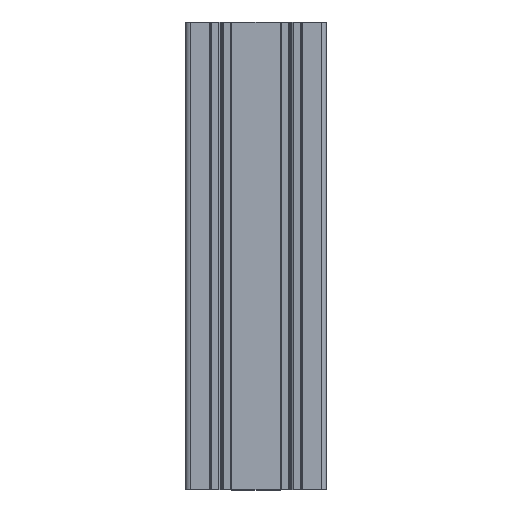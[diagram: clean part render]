
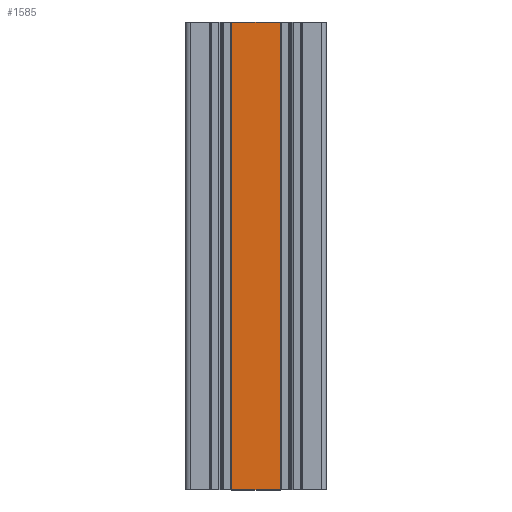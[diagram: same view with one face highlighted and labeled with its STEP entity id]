
A CAD part, top view. The second image highlights one B-rep face of the part: STEP entity #1585.
In plain terms, the highlighted planar face has unit normal (0, 0, 1).
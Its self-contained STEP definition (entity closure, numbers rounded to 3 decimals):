
#241 = CARTESIAN_POINT ( 'NONE',  ( -10.3, 0., 15. ) ) ;
#263 = DIRECTION ( 'NONE',  ( 0., -1., 0. ) ) ;
#380 = CARTESIAN_POINT ( 'NONE',  ( 10.3, 0., 15. ) ) ;
#433 = CARTESIAN_POINT ( 'NONE',  ( -10.3, 200., 15. ) ) ;
#1105 = CARTESIAN_POINT ( 'NONE',  ( -10.3, 200., 15. ) ) ;
#1241 = VERTEX_POINT ( 'NONE', #380 ) ;
#1585 = ADVANCED_FACE ( 'NONE', ( #5642 ), #9481, .T. ) ;
#1842 = LINE ( 'NONE', #433, #8387 ) ;
#1849 = DIRECTION ( 'NONE',  ( 1., 0., 0. ) ) ;
#2191 = LINE ( 'NONE', #5374, #2546 ) ;
#2274 = DIRECTION ( 'NONE',  ( 1., 0., 0. ) ) ;
#2332 = LINE ( 'NONE', #2801, #8138 ) ;
#2546 = VECTOR ( 'NONE', #2274, 1000. ) ;
#2801 = CARTESIAN_POINT ( 'NONE',  ( 10.3, 0., 15. ) ) ;
#3111 = EDGE_CURVE ( 'NONE', #9221, #6989, #9763, .T. ) ;
#3868 = CARTESIAN_POINT ( 'NONE',  ( -10.3, 0., 15. ) ) ;
#4274 = EDGE_CURVE ( 'NONE', #1241, #6363, #2332, .T. ) ;
#4290 = EDGE_CURVE ( 'NONE', #6363, #9221, #1842, .T. ) ;
#4541 = CARTESIAN_POINT ( 'NONE',  ( 10.3, 200., 15. ) ) ;
#4813 = CARTESIAN_POINT ( 'NONE',  ( -10.3, 0., 15. ) ) ;
#5163 = DIRECTION ( 'NONE',  ( -1., 0., 0. ) ) ;
#5374 = CARTESIAN_POINT ( 'NONE',  ( -10.3, 0., 15. ) ) ;
#5642 = FACE_OUTER_BOUND ( 'NONE', #6485, .T. ) ;
#5835 = ORIENTED_EDGE ( 'NONE', *, *, #3111, .T. ) ;
#6363 = VERTEX_POINT ( 'NONE', #4541 ) ;
#6435 = DIRECTION ( 'NONE',  ( 0., 0., 1. ) ) ;
#6485 = EDGE_LOOP ( 'NONE', ( #8674, #6808, #8873, #5835 ) ) ;
#6808 = ORIENTED_EDGE ( 'NONE', *, *, #4274, .T. ) ;
#6989 = VERTEX_POINT ( 'NONE', #3868 ) ;
#7922 = AXIS2_PLACEMENT_3D ( 'NONE', #4813, #6435, #1849 ) ;
#8138 = VECTOR ( 'NONE', #9757, 1000. ) ;
#8387 = VECTOR ( 'NONE', #5163, 1000. ) ;
#8674 = ORIENTED_EDGE ( 'NONE', *, *, #8729, .T. ) ;
#8729 = EDGE_CURVE ( 'NONE', #6989, #1241, #2191, .T. ) ;
#8873 = ORIENTED_EDGE ( 'NONE', *, *, #4290, .T. ) ;
#9221 = VERTEX_POINT ( 'NONE', #1105 ) ;
#9281 = VECTOR ( 'NONE', #263, 1000. ) ;
#9481 = PLANE ( 'NONE',  #7922 ) ;
#9757 = DIRECTION ( 'NONE',  ( 0., 1., 0. ) ) ;
#9763 = LINE ( 'NONE', #241, #9281 ) ;
